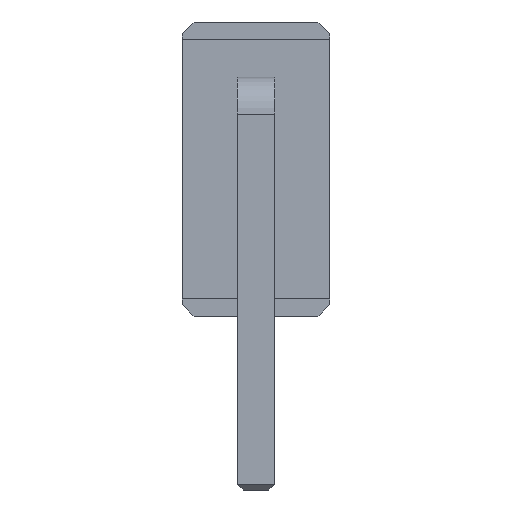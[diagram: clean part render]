
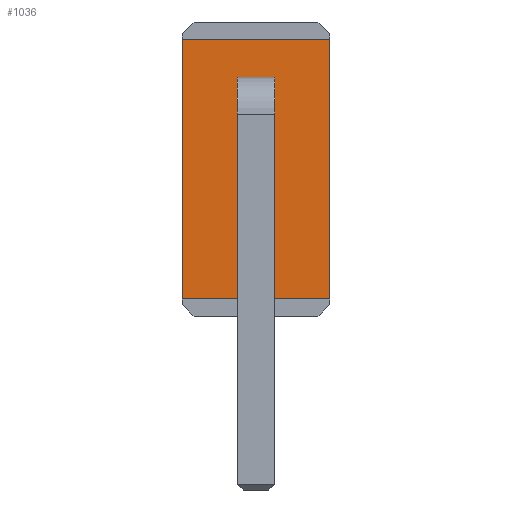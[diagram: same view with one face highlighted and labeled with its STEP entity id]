
A CAD part, front view. The second image highlights one B-rep face of the part: STEP entity #1036.
In plain terms, the highlighted planar face has unit normal (0, -1, 0).
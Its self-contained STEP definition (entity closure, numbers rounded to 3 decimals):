
#28=FACE_BOUND('',#92,.T.);
#29=FACE_BOUND('',#93,.T.);
#31=FACE_OUTER_BOUND('',#91,.T.);
#91=EDGE_LOOP('',(#658,#659,#660,#661));
#92=EDGE_LOOP('',(#662,#663,#664,#665));
#93=EDGE_LOOP('',(#666,#667,#668,#669));
#166=LINE('',#1485,#298);
#167=LINE('',#1487,#299);
#168=LINE('',#1489,#300);
#169=LINE('',#1490,#301);
#170=LINE('',#1493,#302);
#171=LINE('',#1495,#303);
#172=LINE('',#1497,#304);
#173=LINE('',#1498,#305);
#174=LINE('',#1501,#306);
#175=LINE('',#1503,#307);
#176=LINE('',#1505,#308);
#177=LINE('',#1506,#309);
#298=VECTOR('',#1204,2.54);
#299=VECTOR('',#1205,4.48);
#300=VECTOR('',#1206,2.54);
#301=VECTOR('',#1207,4.48);
#302=VECTOR('',#1208,0.64);
#303=VECTOR('',#1209,0.64);
#304=VECTOR('',#1210,0.64);
#305=VECTOR('',#1211,0.64);
#306=VECTOR('',#1212,0.64);
#307=VECTOR('',#1213,0.64);
#308=VECTOR('',#1214,0.64);
#309=VECTOR('',#1215,0.64);
#430=VERTEX_POINT('',#1483);
#431=VERTEX_POINT('',#1484);
#432=VERTEX_POINT('',#1486);
#433=VERTEX_POINT('',#1488);
#434=VERTEX_POINT('',#1491);
#435=VERTEX_POINT('',#1492);
#436=VERTEX_POINT('',#1494);
#437=VERTEX_POINT('',#1496);
#438=VERTEX_POINT('',#1499);
#439=VERTEX_POINT('',#1500);
#440=VERTEX_POINT('',#1502);
#441=VERTEX_POINT('',#1504);
#518=EDGE_CURVE('',#430,#431,#166,.T.);
#519=EDGE_CURVE('',#432,#431,#167,.T.);
#520=EDGE_CURVE('',#433,#432,#168,.T.);
#521=EDGE_CURVE('',#433,#430,#169,.T.);
#522=EDGE_CURVE('',#434,#435,#170,.T.);
#523=EDGE_CURVE('',#434,#436,#171,.T.);
#524=EDGE_CURVE('',#436,#437,#172,.T.);
#525=EDGE_CURVE('',#437,#435,#173,.T.);
#526=EDGE_CURVE('',#438,#439,#174,.T.);
#527=EDGE_CURVE('',#438,#440,#175,.T.);
#528=EDGE_CURVE('',#441,#440,#176,.T.);
#529=EDGE_CURVE('',#439,#441,#177,.T.);
#658=ORIENTED_EDGE('',*,*,#518,.T.);
#659=ORIENTED_EDGE('',*,*,#519,.F.);
#660=ORIENTED_EDGE('',*,*,#520,.F.);
#661=ORIENTED_EDGE('',*,*,#521,.T.);
#662=ORIENTED_EDGE('',*,*,#522,.F.);
#663=ORIENTED_EDGE('',*,*,#523,.T.);
#664=ORIENTED_EDGE('',*,*,#524,.T.);
#665=ORIENTED_EDGE('',*,*,#525,.T.);
#666=ORIENTED_EDGE('',*,*,#526,.F.);
#667=ORIENTED_EDGE('',*,*,#527,.T.);
#668=ORIENTED_EDGE('',*,*,#528,.F.);
#669=ORIENTED_EDGE('',*,*,#529,.F.);
#923=PLANE('',#1117);
#1036=ADVANCED_FACE('',(#31,#28,#29),#923,.T.);
#1117=AXIS2_PLACEMENT_3D('',#1482,#1202,#1203);
#1202=DIRECTION('center_axis',(0.,-1.,0.));
#1203=DIRECTION('ref_axis',(0.,0.,-1.));
#1204=DIRECTION('',(1.,0.,0.));
#1205=DIRECTION('',(0.,0.,-1.));
#1206=DIRECTION('',(1.,0.,0.));
#1207=DIRECTION('',(0.,0.,-1.));
#1208=DIRECTION('',(0.,0.,-1.));
#1209=DIRECTION('',(1.,0.,0.));
#1210=DIRECTION('',(0.,0.,-1.));
#1211=DIRECTION('',(-1.,0.,0.));
#1212=DIRECTION('',(1.,0.,0.));
#1213=DIRECTION('',(0.,0.,1.));
#1214=DIRECTION('',(-1.,0.,0.));
#1215=DIRECTION('',(0.,0.,1.));
#1482=CARTESIAN_POINT('Origin',(-1.27,2.,4.78));
#1483=CARTESIAN_POINT('',(-1.27,2.,0.3));
#1484=CARTESIAN_POINT('',(1.27,2.,0.3));
#1485=CARTESIAN_POINT('',(-1.27,2.,0.3));
#1486=CARTESIAN_POINT('',(1.27,2.,4.78));
#1487=CARTESIAN_POINT('',(1.27,2.,4.78));
#1488=CARTESIAN_POINT('',(-1.27,2.,4.78));
#1489=CARTESIAN_POINT('',(-1.27,2.,4.78));
#1490=CARTESIAN_POINT('',(-1.27,2.,4.78));
#1491=CARTESIAN_POINT('',(-0.32,2.,4.13));
#1492=CARTESIAN_POINT('',(-0.32,2.,3.49));
#1493=CARTESIAN_POINT('',(-0.32,2.,4.13));
#1494=CARTESIAN_POINT('',(0.32,2.,4.13));
#1495=CARTESIAN_POINT('',(-0.32,2.,4.13));
#1496=CARTESIAN_POINT('',(0.32,2.,3.49));
#1497=CARTESIAN_POINT('',(0.32,2.,4.13));
#1498=CARTESIAN_POINT('',(0.32,2.,3.49));
#1499=CARTESIAN_POINT('',(-0.32,2.,0.95));
#1500=CARTESIAN_POINT('',(0.32,2.,0.95));
#1501=CARTESIAN_POINT('',(-0.32,2.,0.95));
#1502=CARTESIAN_POINT('',(-0.32,2.,1.59));
#1503=CARTESIAN_POINT('',(-0.32,2.,0.95));
#1504=CARTESIAN_POINT('',(0.32,2.,1.59));
#1505=CARTESIAN_POINT('',(0.32,2.,1.59));
#1506=CARTESIAN_POINT('',(0.32,2.,0.95));
